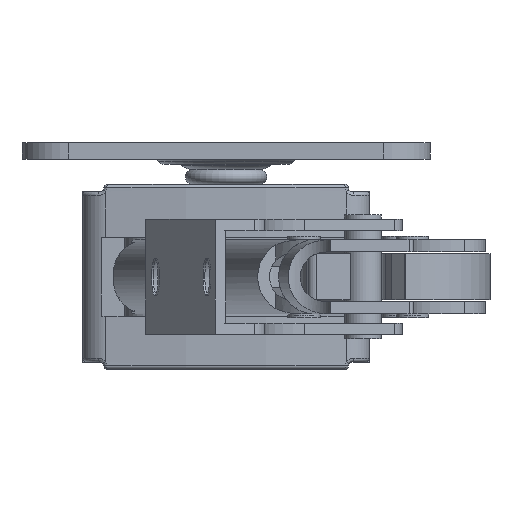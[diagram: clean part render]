
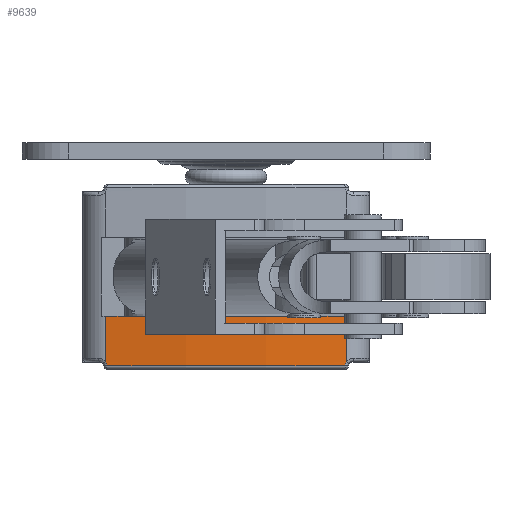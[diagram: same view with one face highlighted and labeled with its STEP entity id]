
A CAD part, left-side view. The second image highlights one B-rep face of the part: STEP entity #9639.
In plain terms, the highlighted cylindrical face has radius 81.625 mm (diameter 163.25 mm), a partial arc.
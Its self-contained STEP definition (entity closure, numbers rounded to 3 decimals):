
#229=B_SPLINE_CURVE_WITH_KNOTS('',3,(#15919,#15920,#15921,#15922),
 .UNSPECIFIED.,.F.,.F.,(4,4),(-0.043,0.),
 .UNSPECIFIED.);
#230=B_SPLINE_CURVE_WITH_KNOTS('',3,(#15925,#15926,#15927,#15928),
 .UNSPECIFIED.,.F.,.F.,(4,4),(-0.506,-0.463),
 .UNSPECIFIED.);
#414=CYLINDRICAL_SURFACE('',#10530,81.625);
#659=CIRCLE('',#10506,81.625);
#672=CIRCLE('',#10531,81.625);
#1241=FACE_OUTER_BOUND('',#1823,.T.);
#1823=EDGE_LOOP('',(#7631,#7632,#7633,#7634,#7635,#7636));
#2681=LINE('',#15895,#3548);
#2684=LINE('',#15917,#3551);
#3548=VECTOR('',#12424,10.);
#3551=VECTOR('',#12435,10.);
#4338=VERTEX_POINT('',#15814);
#4339=VERTEX_POINT('',#15816);
#4368=VERTEX_POINT('',#15894);
#4373=VERTEX_POINT('',#15916);
#4374=VERTEX_POINT('',#15918);
#4375=VERTEX_POINT('',#15923);
#5485=EDGE_CURVE('',#4339,#4338,#659,.T.);
#5524=EDGE_CURVE('',#4368,#4339,#2681,.T.);
#5531=EDGE_CURVE('',#4373,#4338,#2684,.T.);
#5532=EDGE_CURVE('',#4374,#4373,#229,.T.);
#5533=EDGE_CURVE('',#4375,#4374,#672,.T.);
#5534=EDGE_CURVE('',#4368,#4375,#230,.T.);
#7631=ORIENTED_EDGE('',*,*,#5485,.T.);
#7632=ORIENTED_EDGE('',*,*,#5531,.F.);
#7633=ORIENTED_EDGE('',*,*,#5532,.F.);
#7634=ORIENTED_EDGE('',*,*,#5533,.F.);
#7635=ORIENTED_EDGE('',*,*,#5534,.F.);
#7636=ORIENTED_EDGE('',*,*,#5524,.T.);
#9639=ADVANCED_FACE('',(#1241),#414,.T.);
#10506=AXIS2_PLACEMENT_3D('',#15817,#12354,#12355);
#10530=AXIS2_PLACEMENT_3D('',#15915,#12433,#12434);
#10531=AXIS2_PLACEMENT_3D('',#15924,#12436,#12437);
#12354=DIRECTION('center_axis',(0.,0.,-1.));
#12355=DIRECTION('ref_axis',(-0.987,0.159,0.));
#12424=DIRECTION('',(0.,0.,1.));
#12433=DIRECTION('center_axis',(0.,0.,1.));
#12434=DIRECTION('ref_axis',(-0.987,0.159,0.));
#12435=DIRECTION('',(0.,0.,1.));
#12436=DIRECTION('center_axis',(0.,0.,-1.));
#12437=DIRECTION('ref_axis',(-1.,0.,0.));
#15814=CARTESIAN_POINT('',(-87.462,12.977,-4.25));
#15816=CARTESIAN_POINT('',(-87.462,-12.977,-4.25));
#15817=CARTESIAN_POINT('Origin',(-6.875,0.,
-4.25));
#15894=CARTESIAN_POINT('',(-87.462,-12.977,-9.189));
#15895=CARTESIAN_POINT('',(-87.462,-12.977,0.));
#15915=CARTESIAN_POINT('Origin',(-6.875,0.,
0.));
#15916=CARTESIAN_POINT('',(-87.462,12.977,-9.189));
#15917=CARTESIAN_POINT('',(-87.462,12.977,0.));
#15918=CARTESIAN_POINT('',(-87.48,12.863,-9.6));
#15919=CARTESIAN_POINT('Ctrl Pts',(-87.48,12.863,-9.6));
#15920=CARTESIAN_POINT('Ctrl Pts',(-87.48,12.863,-9.456));
#15921=CARTESIAN_POINT('Ctrl Pts',(-87.474,12.903,-9.313));
#15922=CARTESIAN_POINT('Ctrl Pts',(-87.462,12.977,-9.189));
#15923=CARTESIAN_POINT('',(-87.48,-12.863,-9.6));
#15924=CARTESIAN_POINT('Origin',(-6.875,0.,
-9.6));
#15925=CARTESIAN_POINT('Ctrl Pts',(-87.462,-12.977,-9.189));
#15926=CARTESIAN_POINT('Ctrl Pts',(-87.474,-12.903,
-9.313));
#15927=CARTESIAN_POINT('Ctrl Pts',(-87.48,-12.863,
-9.456));
#15928=CARTESIAN_POINT('Ctrl Pts',(-87.48,-12.863,
-9.6));
